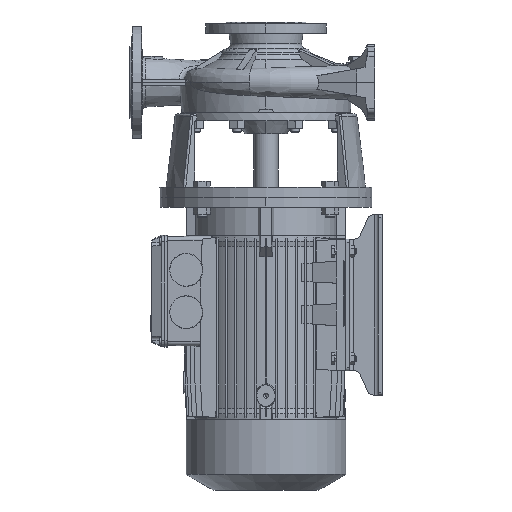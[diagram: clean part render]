
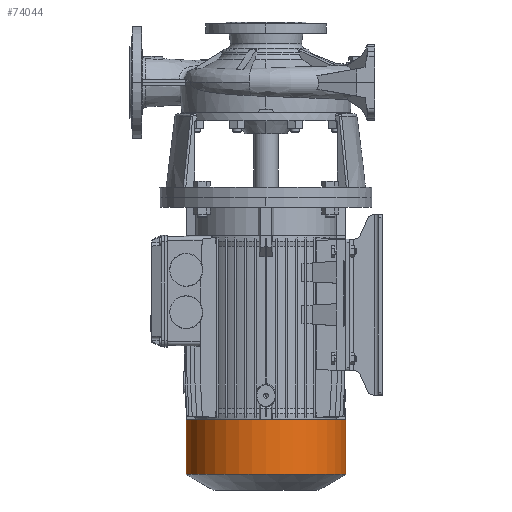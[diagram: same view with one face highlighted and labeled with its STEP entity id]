
A CAD part, left-side view. The second image highlights one B-rep face of the part: STEP entity #74044.
In plain terms, the highlighted cylindrical face has radius 132 mm (diameter 264 mm), a partial arc.
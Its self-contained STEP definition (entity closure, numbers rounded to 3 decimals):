
#2990 = AXIS2_PLACEMENT_3D ( 'NONE', #112775, #143823, #40778 ) ;
#5877 = VERTEX_POINT ( 'NONE', #35263 ) ;
#18818 = DIRECTION ( 'NONE',  ( 0., 0., -1. ) ) ;
#22714 = DIRECTION ( 'NONE',  ( 0., 0., -1. ) ) ;
#24588 = ORIENTED_EDGE ( 'NONE', *, *, #103101, .F. ) ;
#27843 = CIRCLE ( 'NONE', #2990, 132. ) ;
#30900 = EDGE_CURVE ( 'NONE', #161521, #70157, #55329, .T. ) ;
#31196 = ORIENTED_EDGE ( 'NONE', *, *, #30900, .T. ) ;
#35263 = CARTESIAN_POINT ( 'NONE',  ( 0., -132., -152.5 ) ) ;
#36876 = AXIS2_PLACEMENT_3D ( 'NONE', #115330, #18818, #168458 ) ;
#37517 = EDGE_CURVE ( 'NONE', #5877, #91101, #141289, .T. ) ;
#39932 = CIRCLE ( 'NONE', #174367, 132. ) ;
#40778 = DIRECTION ( 'NONE',  ( 0., 1., 0. ) ) ;
#47727 = CYLINDRICAL_SURFACE ( 'NONE', #36876, 132. ) ;
#55329 = LINE ( 'NONE', #212568, #85430 ) ;
#70157 = VERTEX_POINT ( 'NONE', #203228 ) ;
#74044 = ADVANCED_FACE ( 'NONE', ( #148582 ), #47727, .T. ) ;
#81546 = ORIENTED_EDGE ( 'NONE', *, *, #165676, .T. ) ;
#85430 = VECTOR ( 'NONE', #142839, 1000. ) ;
#91101 = VERTEX_POINT ( 'NONE', #155242 ) ;
#98900 = DIRECTION ( 'NONE',  ( 0., 1., 0. ) ) ;
#101118 = VECTOR ( 'NONE', #22714, 1000. ) ;
#103101 = EDGE_CURVE ( 'NONE', #91101, #70157, #27843, .T. ) ;
#112775 = CARTESIAN_POINT ( 'NONE',  ( 0., 0., -242.808 ) ) ;
#115330 = CARTESIAN_POINT ( 'NONE',  ( 0., 0., -267. ) ) ;
#117397 = CARTESIAN_POINT ( 'NONE',  ( 0., 132., -152.5 ) ) ;
#137820 = ORIENTED_EDGE ( 'NONE', *, *, #37517, .F. ) ;
#141289 = LINE ( 'NONE', #193316, #101118 ) ;
#142839 = DIRECTION ( 'NONE',  ( 0., 0., -1. ) ) ;
#143823 = DIRECTION ( 'NONE',  ( 0., 0., -1. ) ) ;
#148582 = FACE_OUTER_BOUND ( 'NONE', #195596, .T. ) ;
#155242 = CARTESIAN_POINT ( 'NONE',  ( 0., -132., -242.808 ) ) ;
#161521 = VERTEX_POINT ( 'NONE', #117397 ) ;
#165676 = EDGE_CURVE ( 'NONE', #5877, #161521, #39932, .T. ) ;
#168458 = DIRECTION ( 'NONE',  ( 0., 1., 0. ) ) ;
#174367 = AXIS2_PLACEMENT_3D ( 'NONE', #218496, #216307, #98900 ) ;
#193316 = CARTESIAN_POINT ( 'NONE',  ( 0., -132., -267. ) ) ;
#195596 = EDGE_LOOP ( 'NONE', ( #137820, #81546, #31196, #24588 ) ) ;
#203228 = CARTESIAN_POINT ( 'NONE',  ( 0., 132., -242.808 ) ) ;
#212568 = CARTESIAN_POINT ( 'NONE',  ( 0., 132., -267. ) ) ;
#216307 = DIRECTION ( 'NONE',  ( 0., 0., -1. ) ) ;
#218496 = CARTESIAN_POINT ( 'NONE',  ( 0., 0., -152.5 ) ) ;
